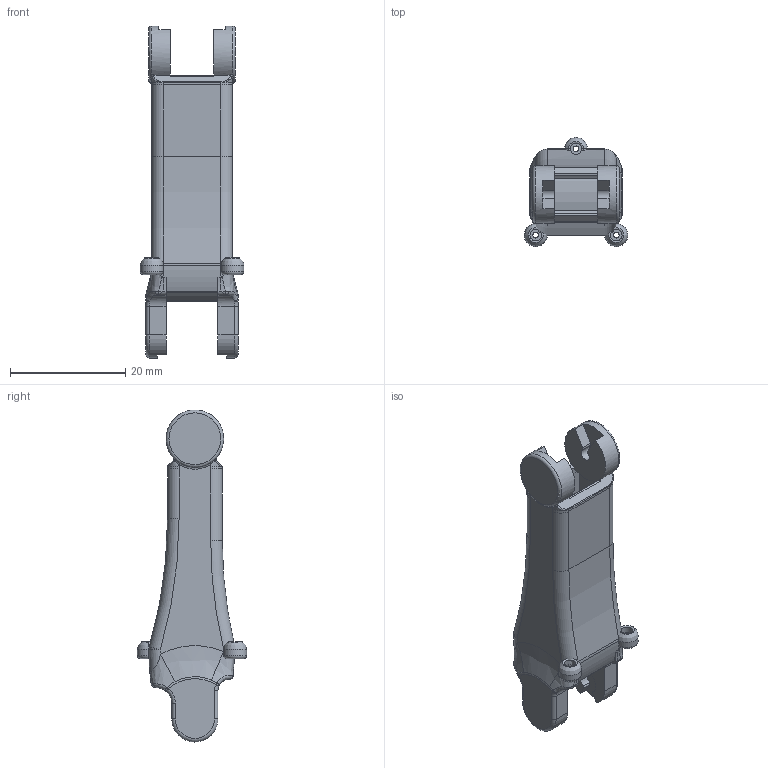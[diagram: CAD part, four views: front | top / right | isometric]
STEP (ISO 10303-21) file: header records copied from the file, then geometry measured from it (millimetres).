
FILE_DESCRIPTION(/* description */ (''),/* implementation_level */ '2;1');
FILE_NAME(/* name */ 'Proximal Phalanx IV.step',/* time_stamp */ '2022-08-07T18:16:55+01:00',/* author */ (''),/* organization */ (''),/* preprocessor_version */ 'ST-DEVELOPER v18.1',/* originating_system */ 'Autodesk Translation Framework v10.10.0.1391',/* authorisation */ '');
FILE_SCHEMA (('AUTOMOTIVE_DESIGN { 1 0 10303 214 3 1 1 }'));
Length unit declared in the file: millimetre
Products named in the file (1): Proximal Phalanx IV
Bounding box: 18 x 19 x 57.7 mm (x, y, z)
Volume: 4656.5 mm3; surface area: 4475.8 mm2
Topology: 3 solids, 3 shells, 215 faces, 552 edges, 338 vertices
Faces by surface type: cylinder 81, bspline 54, plane 46, torus 30, sphere 4
Full cylindrical faces by diameter (mm): 1 x3, 2 x3, 4 x2
Entity records: 8363 total; most frequent: CARTESIAN_POINT 3306, ORIENTED_EDGE 1096, DIRECTION 1009, EDGE_CURVE 548, AXIS2_PLACEMENT_3D 425, VERTEX_POINT 338, CIRCLE 263, EDGE_LOOP 220
